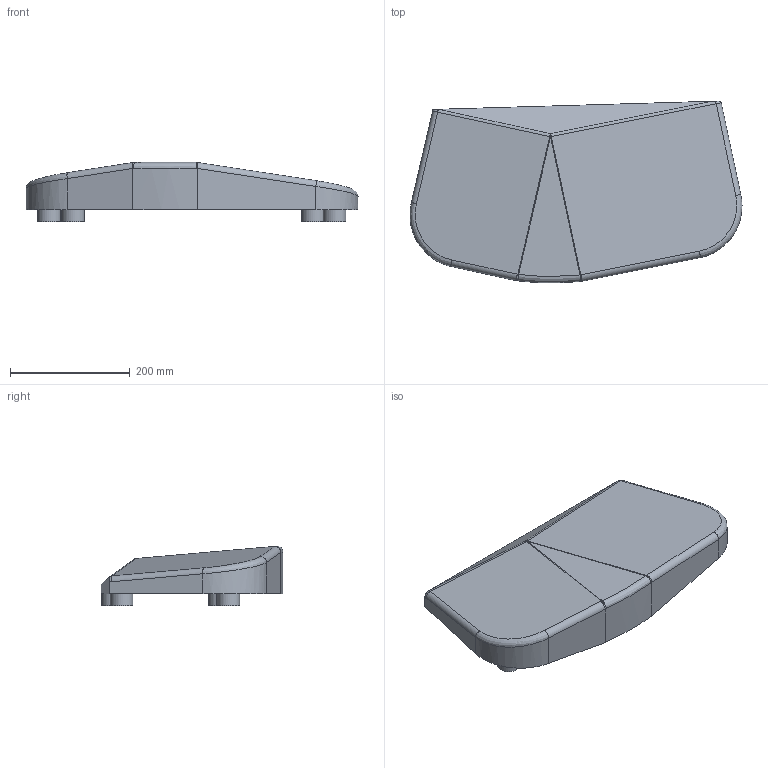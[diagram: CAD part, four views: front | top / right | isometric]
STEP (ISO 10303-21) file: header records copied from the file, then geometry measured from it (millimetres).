
FILE_DESCRIPTION(('FreeCAD Model'),'2;1');
FILE_NAME('tmpqCkSVE','2018-10-31T20:47:18',('FreeCAD'),('FreeCAD') ,'Open CASCADE STEP processor 7.2','FreeCAD','Unknown');
FILE_SCHEMA(('AUTOMOTIVE_DESIGN { 1 0 10303 214 1 1 1 1 }'));
Length unit declared in the file: millimetre
Products named in the file (1): Open CASCADE STEP translator 7.2 1
Bounding box: 555.38 x 304.37 x 99.5 mm (x, y, z)
Volume: 7460553.2 mm3; surface area: 362406.9 mm2
Topology: 1 solids, 1 shells, 46 faces, 94 edges, 56 vertices
Faces by surface type: plane 19, cylinder 16, bspline 8, extrusion 3
Full cylindrical faces by diameter (mm): 4.2 x4, 38.1 x4
Entity records: 5299 total; most frequent: CARTESIAN_POINT 3541, DIRECTION 267, ORIENTED_EDGE 186, PCURVE 186, DEFINITIONAL_REPRESENTATION 186, VECTOR 131, LINE 128, B_SPLINE_CURVE_WITH_KNOTS 105
